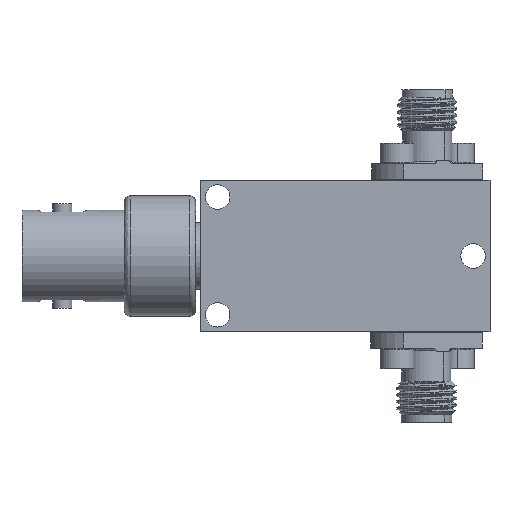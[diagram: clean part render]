
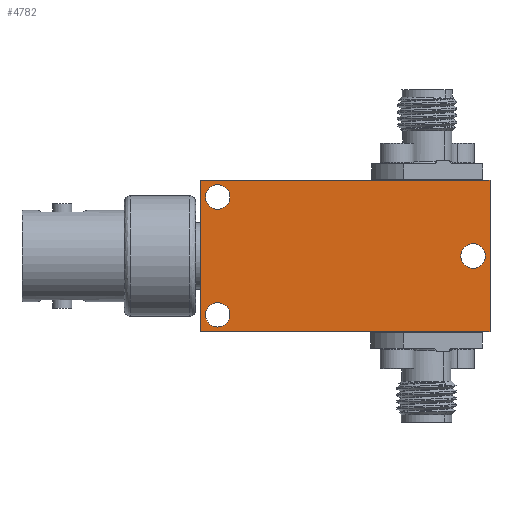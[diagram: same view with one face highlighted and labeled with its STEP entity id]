
A CAD part, front view. The second image highlights one B-rep face of the part: STEP entity #4782.
In plain terms, the highlighted planar face has unit normal (0, -1, 0).
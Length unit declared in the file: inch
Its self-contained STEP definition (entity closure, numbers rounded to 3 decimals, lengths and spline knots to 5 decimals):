
#141 = EDGE_CURVE ( 'NONE', #386, #6747, #250, .T. ) ;
#240 = CARTESIAN_POINT ( 'NONE',  ( -0.94, -0.515, 0.3145 ) ) ;
#250 = CIRCLE ( 'NONE', #3920, 0.05075 ) ;
#372 = EDGE_CURVE ( 'NONE', #2598, #2525, #7938, .T. ) ;
#386 = VERTEX_POINT ( 'NONE', #9723 ) ;
#486 = DIRECTION ( 'NONE',  ( 0., 1., 0. ) ) ;
#597 = EDGE_LOOP ( 'NONE', ( #1829, #7910 ) ) ;
#694 = FACE_OUTER_BOUND ( 'NONE', #7430, .T. ) ;
#705 = DIRECTION ( 'NONE',  ( 0., 1., 0. ) ) ;
#710 = EDGE_LOOP ( 'NONE', ( #8182, #835 ) ) ;
#835 = ORIENTED_EDGE ( 'NONE', *, *, #141, .T. ) ;
#861 = VERTEX_POINT ( 'NONE', #8087 ) ;
#924 = EDGE_LOOP ( 'NONE', ( #1059, #4564 ) ) ;
#1059 = ORIENTED_EDGE ( 'NONE', *, *, #6667, .T. ) ;
#1092 = AXIS2_PLACEMENT_3D ( 'NONE', #6699, #486, #1242 ) ;
#1217 = EDGE_CURVE ( 'NONE', #7776, #5828, #6797, .T. ) ;
#1242 = DIRECTION ( 'NONE',  ( 0., 0., 1. ) ) ;
#1401 = FACE_BOUND ( 'NONE', #924, .T. ) ;
#1455 = CARTESIAN_POINT ( 'NONE',  ( -0.87, -0.515, -0.29475 ) ) ;
#1499 = CARTESIAN_POINT ( 'NONE',  ( -0.87, -0.515, 0.245 ) ) ;
#1786 = VERTEX_POINT ( 'NONE', #4627 ) ;
#1829 = ORIENTED_EDGE ( 'NONE', *, *, #372, .T. ) ;
#1878 = DIRECTION ( 'NONE',  ( 0., 0., 1. ) ) ;
#1978 = EDGE_CURVE ( 'NONE', #1786, #7776, #5823, .T. ) ;
#2068 = CARTESIAN_POINT ( 'NONE',  ( -0.94, -0.515, -0.3145 ) ) ;
#2456 = LINE ( 'NONE', #240, #4770 ) ;
#2465 = CARTESIAN_POINT ( 'NONE',  ( -0.87, -0.515, -0.244 ) ) ;
#2525 = VERTEX_POINT ( 'NONE', #1455 ) ;
#2588 = EDGE_CURVE ( 'NONE', #5828, #861, #2456, .T. ) ;
#2598 = VERTEX_POINT ( 'NONE', #4760 ) ;
#2711 = CIRCLE ( 'NONE', #8313, 0.05075 ) ;
#2721 = EDGE_CURVE ( 'NONE', #6747, #386, #8920, .T. ) ;
#2732 = CARTESIAN_POINT ( 'NONE',  ( 0.19, -0.515, 0. ) ) ;
#2748 = AXIS2_PLACEMENT_3D ( 'NONE', #1499, #5359, #3141 ) ;
#2902 = FACE_BOUND ( 'NONE', #597, .T. ) ;
#2992 = DIRECTION ( 'NONE',  ( 0., -1., 0. ) ) ;
#3004 = VECTOR ( 'NONE', #9548, 39.37008 ) ;
#3076 = EDGE_CURVE ( 'NONE', #861, #1786, #4232, .T. ) ;
#3140 = CARTESIAN_POINT ( 'NONE',  ( 0.26, -0.515, -0.3145 ) ) ;
#3141 = DIRECTION ( 'NONE',  ( 0., 0., 1. ) ) ;
#3142 = VECTOR ( 'NONE', #7808, 39.37008 ) ;
#3812 = CIRCLE ( 'NONE', #7180, 0.05075 ) ;
#3920 = AXIS2_PLACEMENT_3D ( 'NONE', #2732, #7288, #5786 ) ;
#4100 = ORIENTED_EDGE ( 'NONE', *, *, #1978, .T. ) ;
#4126 = VECTOR ( 'NONE', #4317, 39.37008 ) ;
#4153 = DIRECTION ( 'NONE',  ( -1., 0., 0. ) ) ;
#4232 = LINE ( 'NONE', #8195, #3004 ) ;
#4317 = DIRECTION ( 'NONE',  ( 1., 0., 0. ) ) ;
#4461 = PLANE ( 'NONE',  #9099 ) ;
#4564 = ORIENTED_EDGE ( 'NONE', *, *, #9751, .T. ) ;
#4627 = CARTESIAN_POINT ( 'NONE',  ( -0.94, -0.515, -0.3145 ) ) ;
#4754 = CARTESIAN_POINT ( 'NONE',  ( -0.87, -0.515, 0.29575 ) ) ;
#4760 = CARTESIAN_POINT ( 'NONE',  ( -0.87, -0.515, -0.19325 ) ) ;
#4770 = VECTOR ( 'NONE', #4153, 39.37008 ) ;
#4782 = ADVANCED_FACE ( 'NONE', ( #694, #2902, #1401, #5958 ), #4461, .T. ) ;
#4865 = EDGE_CURVE ( 'NONE', #2525, #2598, #3812, .T. ) ;
#4881 = DIRECTION ( 'NONE',  ( 0., 1., 0. ) ) ;
#5044 = ORIENTED_EDGE ( 'NONE', *, *, #3076, .T. ) ;
#5203 = CARTESIAN_POINT ( 'NONE',  ( 0.26, -0.515, -0.3145 ) ) ;
#5359 = DIRECTION ( 'NONE',  ( 0., 1., 0. ) ) ;
#5662 = VERTEX_POINT ( 'NONE', #4754 ) ;
#5786 = DIRECTION ( 'NONE',  ( 0., 0., 1. ) ) ;
#5823 = LINE ( 'NONE', #2068, #4126 ) ;
#5828 = VERTEX_POINT ( 'NONE', #5895 ) ;
#5895 = CARTESIAN_POINT ( 'NONE',  ( 0.26, -0.515, 0.3145 ) ) ;
#5958 = FACE_BOUND ( 'NONE', #710, .T. ) ;
#6260 = VERTEX_POINT ( 'NONE', #8980 ) ;
#6268 = ORIENTED_EDGE ( 'NONE', *, *, #2588, .T. ) ;
#6516 = ORIENTED_EDGE ( 'NONE', *, *, #1217, .T. ) ;
#6651 = AXIS2_PLACEMENT_3D ( 'NONE', #2465, #4881, #7921 ) ;
#6667 = EDGE_CURVE ( 'NONE', #5662, #6260, #7228, .T. ) ;
#6699 = CARTESIAN_POINT ( 'NONE',  ( 0.19, -0.515, 0. ) ) ;
#6747 = VERTEX_POINT ( 'NONE', #7453 ) ;
#6797 = LINE ( 'NONE', #3140, #3142 ) ;
#6802 = CARTESIAN_POINT ( 'NONE',  ( -0.94, -0.515, -0.3145 ) ) ;
#6907 = DIRECTION ( 'NONE',  ( 0., 0., 1. ) ) ;
#6946 = DIRECTION ( 'NONE',  ( 0., 1., 0. ) ) ;
#7180 = AXIS2_PLACEMENT_3D ( 'NONE', #7752, #6946, #1878 ) ;
#7228 = CIRCLE ( 'NONE', #2748, 0.05075 ) ;
#7288 = DIRECTION ( 'NONE',  ( 0., 1., 0. ) ) ;
#7430 = EDGE_LOOP ( 'NONE', ( #6516, #6268, #5044, #4100 ) ) ;
#7453 = CARTESIAN_POINT ( 'NONE',  ( 0.19, -0.515, 0.05075 ) ) ;
#7752 = CARTESIAN_POINT ( 'NONE',  ( -0.87, -0.515, -0.244 ) ) ;
#7776 = VERTEX_POINT ( 'NONE', #5203 ) ;
#7808 = DIRECTION ( 'NONE',  ( 0., 0., 1. ) ) ;
#7910 = ORIENTED_EDGE ( 'NONE', *, *, #4865, .T. ) ;
#7921 = DIRECTION ( 'NONE',  ( 0., 0., 1. ) ) ;
#7938 = CIRCLE ( 'NONE', #6651, 0.05075 ) ;
#8087 = CARTESIAN_POINT ( 'NONE',  ( -0.94, -0.515, 0.3145 ) ) ;
#8182 = ORIENTED_EDGE ( 'NONE', *, *, #2721, .T. ) ;
#8195 = CARTESIAN_POINT ( 'NONE',  ( -0.94, -0.515, -0.3145 ) ) ;
#8313 = AXIS2_PLACEMENT_3D ( 'NONE', #9163, #705, #6907 ) ;
#8920 = CIRCLE ( 'NONE', #1092, 0.05075 ) ;
#8980 = CARTESIAN_POINT ( 'NONE',  ( -0.87, -0.515, 0.19425 ) ) ;
#9099 = AXIS2_PLACEMENT_3D ( 'NONE', #6802, #2992, #9585 ) ;
#9163 = CARTESIAN_POINT ( 'NONE',  ( -0.87, -0.515, 0.245 ) ) ;
#9548 = DIRECTION ( 'NONE',  ( 0., 0., -1. ) ) ;
#9585 = DIRECTION ( 'NONE',  ( 0., 0., -1. ) ) ;
#9723 = CARTESIAN_POINT ( 'NONE',  ( 0.19, -0.515, -0.05075 ) ) ;
#9751 = EDGE_CURVE ( 'NONE', #6260, #5662, #2711, .T. ) ;
